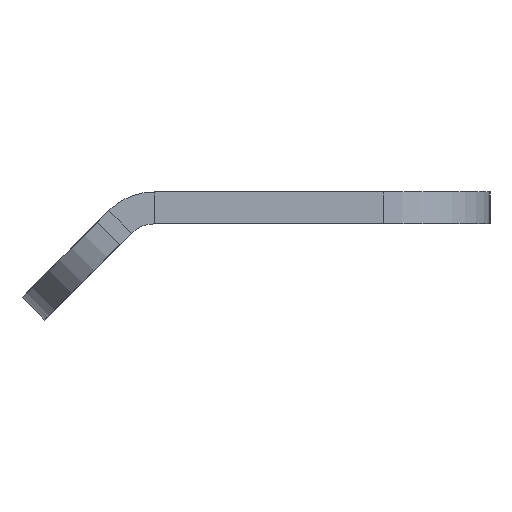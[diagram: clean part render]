
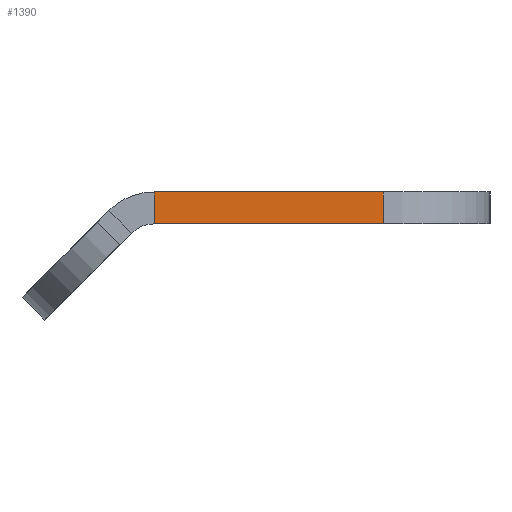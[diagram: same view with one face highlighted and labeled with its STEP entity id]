
A CAD part, left-side view. The second image highlights one B-rep face of the part: STEP entity #1390.
In plain terms, the highlighted planar face has unit normal (-1, 0, 0).
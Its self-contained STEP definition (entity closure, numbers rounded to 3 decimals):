
#26 = LINE ( 'NONE', #1550, #1999 ) ;
#199 = EDGE_CURVE ( 'NONE', #1814, #1007, #1064, .T. ) ;
#218 = FACE_OUTER_BOUND ( 'NONE', #1536, .T. ) ;
#242 = ORIENTED_EDGE ( 'NONE', *, *, #199, .F. ) ;
#323 = EDGE_CURVE ( 'NONE', #695, #1941, #26, .T. ) ;
#392 = AXIS2_PLACEMENT_3D ( 'NONE', #1922, #524, #1738 ) ;
#435 = LINE ( 'NONE', #1264, #1667 ) ;
#524 = DIRECTION ( 'NONE',  ( -1., 0., 0. ) ) ;
#610 = CARTESIAN_POINT ( 'NONE',  ( -77.5, 5., -1.5 ) ) ;
#695 = VERTEX_POINT ( 'NONE', #1651 ) ;
#860 = DIRECTION ( 'NONE',  ( 0., 1., 0. ) ) ;
#868 = CARTESIAN_POINT ( 'NONE',  ( -77.5, 15.757, -1.5 ) ) ;
#934 = EDGE_CURVE ( 'NONE', #1814, #695, #1248, .T. ) ;
#1007 = VERTEX_POINT ( 'NONE', #868 ) ;
#1040 = PLANE ( 'NONE',  #392 ) ;
#1064 = LINE ( 'NONE', #1374, #1962 ) ;
#1236 = DIRECTION ( 'NONE',  ( 0., 1., 0. ) ) ;
#1248 = LINE ( 'NONE', #2122, #1579 ) ;
#1264 = CARTESIAN_POINT ( 'NONE',  ( -77.5, 15.757, 0. ) ) ;
#1374 = CARTESIAN_POINT ( 'NONE',  ( -77.5, 0., -1.5 ) ) ;
#1390 = ADVANCED_FACE ( 'NONE', ( #218 ), #1040, .T. ) ;
#1400 = ORIENTED_EDGE ( 'NONE', *, *, #934, .T. ) ;
#1536 = EDGE_LOOP ( 'NONE', ( #242, #1400, #1818, #1697 ) ) ;
#1550 = CARTESIAN_POINT ( 'NONE',  ( -77.5, 0., 0. ) ) ;
#1579 = VECTOR ( 'NONE', #1764, 1000. ) ;
#1651 = CARTESIAN_POINT ( 'NONE',  ( -77.5, 5., 0. ) ) ;
#1667 = VECTOR ( 'NONE', #1953, 1000. ) ;
#1697 = ORIENTED_EDGE ( 'NONE', *, *, #2198, .T. ) ;
#1738 = DIRECTION ( 'NONE',  ( 0., 0., 1. ) ) ;
#1764 = DIRECTION ( 'NONE',  ( 0., 0., 1. ) ) ;
#1814 = VERTEX_POINT ( 'NONE', #610 ) ;
#1818 = ORIENTED_EDGE ( 'NONE', *, *, #323, .T. ) ;
#1878 = CARTESIAN_POINT ( 'NONE',  ( -77.5, 15.757, 0. ) ) ;
#1922 = CARTESIAN_POINT ( 'NONE',  ( -77.5, 16.818, -1.939 ) ) ;
#1941 = VERTEX_POINT ( 'NONE', #1878 ) ;
#1953 = DIRECTION ( 'NONE',  ( 0., 0., -1. ) ) ;
#1962 = VECTOR ( 'NONE', #1236, 1000. ) ;
#1999 = VECTOR ( 'NONE', #860, 1000. ) ;
#2122 = CARTESIAN_POINT ( 'NONE',  ( -77.5, 5., -1.939 ) ) ;
#2198 = EDGE_CURVE ( 'NONE', #1941, #1007, #435, .T. ) ;
